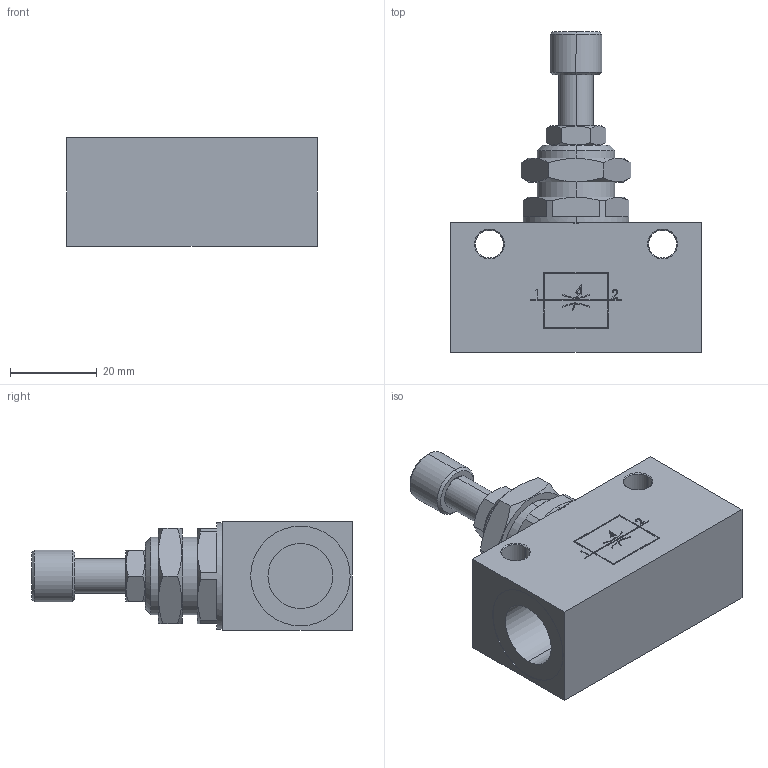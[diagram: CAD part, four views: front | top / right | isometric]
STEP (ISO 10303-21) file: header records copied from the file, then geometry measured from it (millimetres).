
FILE_DESCRIPTION (( 'STEP AP203' ), '1' );
FILE_NAME ('04110B03.STEP', '2010-04-14T11:30:50', ( '' ), ( 'sopra-pneumatic' ), 'SwSTEP 2.0', 'SolidWorks 2009', '' );
FILE_SCHEMA (( 'CONFIG_CONTROL_DESIGN' ));
Length unit declared in the file: millimetre
Products named in the file (1): 04110B03
Bounding box: 58 x 74.1 x 25 mm (x, y, z)
Volume: 44636.1 mm3; surface area: 13224.3 mm2
Topology: 1 solids, 5 shells, 195 faces, 481 edges, 314 vertices
Faces by surface type: plane 108, cylinder 51, cone 36
Entity records: 6238 total; most frequent: CARTESIAN_POINT 1524, ORIENTED_EDGE 962, DIRECTION 947, EDGE_CURVE 481, AXIS2_PLACEMENT_3D 331, VERTEX_POINT 314, LINE 285, VECTOR 285
